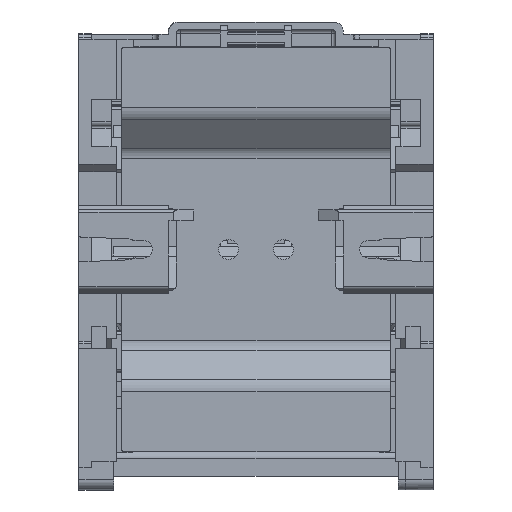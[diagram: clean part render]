
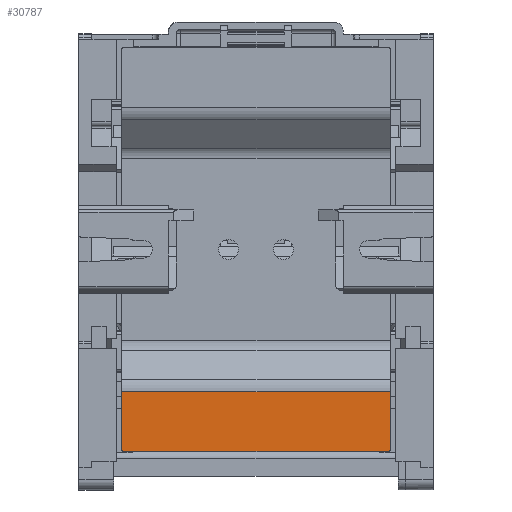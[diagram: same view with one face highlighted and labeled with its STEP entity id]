
A CAD part, top view. The second image highlights one B-rep face of the part: STEP entity #30787.
In plain terms, the highlighted face is planar.
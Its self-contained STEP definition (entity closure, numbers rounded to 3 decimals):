
#923 = FACE_OUTER_BOUND ( 'NONE', #2151, .T. ) ;
#1183 = VERTEX_POINT ( 'NONE', #7713 ) ;
#1216 = VERTEX_POINT ( 'NONE', #32456 ) ;
#1258 = DIRECTION ( 'NONE',  ( -1., 0., 0. ) ) ;
#1692 = ORIENTED_EDGE ( 'NONE', *, *, #10142, .T. ) ;
#2151 = EDGE_LOOP ( 'NONE', ( #1692, #8388, #20654, #12600, #34836, #36519 ) ) ;
#3002 = VECTOR ( 'NONE', #30599, 1000. ) ;
#3037 = CARTESIAN_POINT ( 'NONE',  ( 40., 53.9, -6.246 ) ) ;
#4101 = EDGE_CURVE ( 'NONE', #1216, #11671, #36272, .T. ) ;
#7297 = DIRECTION ( 'NONE',  ( 1., 0., 0. ) ) ;
#7713 = CARTESIAN_POINT ( 'NONE',  ( 40.5, 53.4, -6.246 ) ) ;
#8388 = ORIENTED_EDGE ( 'NONE', *, *, #31198, .T. ) ;
#9630 = VECTOR ( 'NONE', #1258, 1000. ) ;
#10142 = EDGE_CURVE ( 'NONE', #1183, #23370, #35828, .T. ) ;
#10343 = DIRECTION ( 'NONE',  ( 0., 0., -1. ) ) ;
#11459 = AXIS2_PLACEMENT_3D ( 'NONE', #16544, #31842, #7297 ) ;
#11671 = VERTEX_POINT ( 'NONE', #25462 ) ;
#12600 = ORIENTED_EDGE ( 'NONE', *, *, #34938, .T. ) ;
#14689 = CARTESIAN_POINT ( 'NONE',  ( 40.5, 53.9, -6.246 ) ) ;
#16081 = AXIS2_PLACEMENT_3D ( 'NONE', #22405, #10343, #20513 ) ;
#16544 = CARTESIAN_POINT ( 'NONE',  ( 40., 53.4, -6.246 ) ) ;
#17336 = AXIS2_PLACEMENT_3D ( 'NONE', #19023, #24484, #34536 ) ;
#17517 = EDGE_CURVE ( 'NONE', #21770, #1183, #25602, .T. ) ;
#17586 = DIRECTION ( 'NONE',  ( 0., 1., 0. ) ) ;
#19023 = CARTESIAN_POINT ( 'NONE',  ( 27.076, 53.9, -6.246 ) ) ;
#20511 = EDGE_CURVE ( 'NONE', #21770, #22322, #38291, .T. ) ;
#20513 = DIRECTION ( 'NONE',  ( 1., 0., 0. ) ) ;
#20654 = ORIENTED_EDGE ( 'NONE', *, *, #4101, .T. ) ;
#20724 = DIRECTION ( 'NONE',  ( 0., -1., 0. ) ) ;
#21543 = CARTESIAN_POINT ( 'NONE',  ( 27.076, 0., -6.246 ) ) ;
#21770 = VERTEX_POINT ( 'NONE', #3037 ) ;
#22322 = VERTEX_POINT ( 'NONE', #38840 ) ;
#22405 = CARTESIAN_POINT ( 'NONE',  ( 40., 0.5, -6.246 ) ) ;
#23034 = LINE ( 'NONE', #39148, #32315 ) ;
#23370 = VERTEX_POINT ( 'NONE', #35709 ) ;
#24484 = DIRECTION ( 'NONE',  ( 0., 0., 1. ) ) ;
#25088 = CIRCLE ( 'NONE', #16081, 0.5 ) ;
#25462 = CARTESIAN_POINT ( 'NONE',  ( 28.49, 0., -6.246 ) ) ;
#25602 = CIRCLE ( 'NONE', #11459, 0.5 ) ;
#30599 = DIRECTION ( 'NONE',  ( -1., 0., 0. ) ) ;
#30787 = ADVANCED_FACE ( 'NONE', ( #923 ), #31115, .F. ) ;
#31115 = PLANE ( 'NONE',  #17336 ) ;
#31198 = EDGE_CURVE ( 'NONE', #23370, #1216, #25088, .T. ) ;
#31842 = DIRECTION ( 'NONE',  ( 0., 0., -1. ) ) ;
#32039 = CARTESIAN_POINT ( 'NONE',  ( 27.076, 53.9, -6.246 ) ) ;
#32315 = VECTOR ( 'NONE', #17586, 1000. ) ;
#32456 = CARTESIAN_POINT ( 'NONE',  ( 40., 0., -6.246 ) ) ;
#34536 = DIRECTION ( 'NONE',  ( 1., 0., 0. ) ) ;
#34836 = ORIENTED_EDGE ( 'NONE', *, *, #20511, .F. ) ;
#34938 = EDGE_CURVE ( 'NONE', #11671, #22322, #23034, .T. ) ;
#35709 = CARTESIAN_POINT ( 'NONE',  ( 40.5, 0.5, -6.246 ) ) ;
#35828 = LINE ( 'NONE', #14689, #36115 ) ;
#36115 = VECTOR ( 'NONE', #20724, 1000. ) ;
#36272 = LINE ( 'NONE', #21543, #3002 ) ;
#36519 = ORIENTED_EDGE ( 'NONE', *, *, #17517, .T. ) ;
#38291 = LINE ( 'NONE', #32039, #9630 ) ;
#38840 = CARTESIAN_POINT ( 'NONE',  ( 28.49, 53.9, -6.246 ) ) ;
#39148 = CARTESIAN_POINT ( 'NONE',  ( 28.49, 53.9, -6.246 ) ) ;
